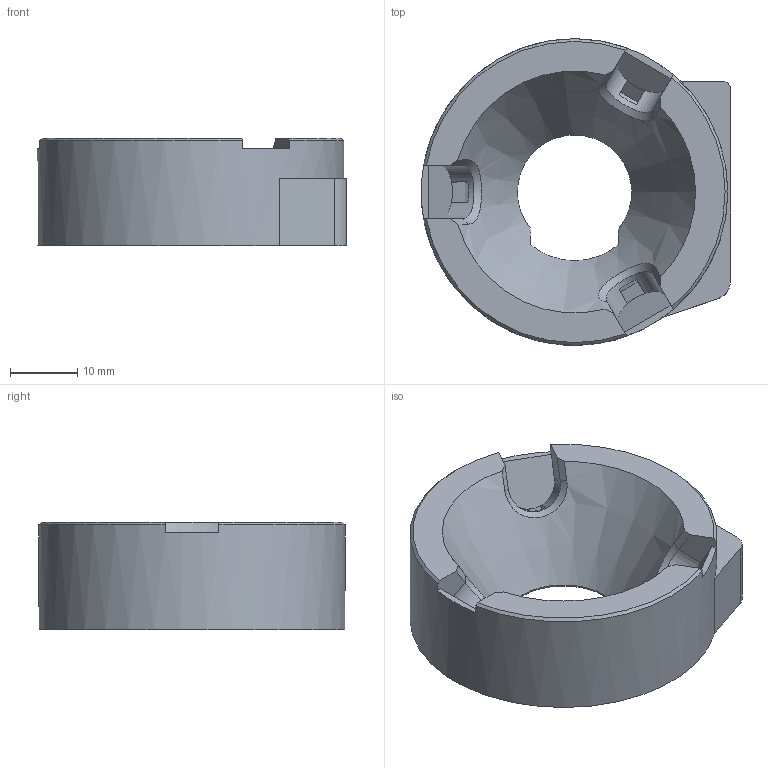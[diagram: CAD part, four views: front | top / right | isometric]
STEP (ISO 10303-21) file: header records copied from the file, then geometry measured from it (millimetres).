
FILE_DESCRIPTION(('FreeCAD Model'),'2;1');
FILE_NAME('Open CASCADE Shape Model','2025-05-14T14:29:02',(''),(''), 'Open CASCADE STEP processor 7.8','FreeCAD','Unknown');
FILE_SCHEMA(('AUTOMOTIVE_DESIGN { 1 0 10303 214 1 1 1 1 }'));
Length unit declared in the file: millimetre
Products named in the file (1): TrackballCarrier
Bounding box: 45.96 x 45.6 x 16 mm (x, y, z)
Surface area: 6540.1 mm2 (no closed solid volume)
Topology: 0 solids, 1 shells, 66 faces, 174 edges, 114 vertices
Faces by surface type: plane 41, bspline 11, cylinder 9, cone 5
Full cylindrical faces by diameter (mm): 3.2 x2, 45.6 x1
Entity records: 3270 total; most frequent: CARTESIAN_POINT 1664, ORIENTED_EDGE 346, DIRECTION 298, EDGE_CURVE 174, VERTEX_POINT 114, AXIS2_PLACEMENT_3D 104, LINE 90, VECTOR 90
